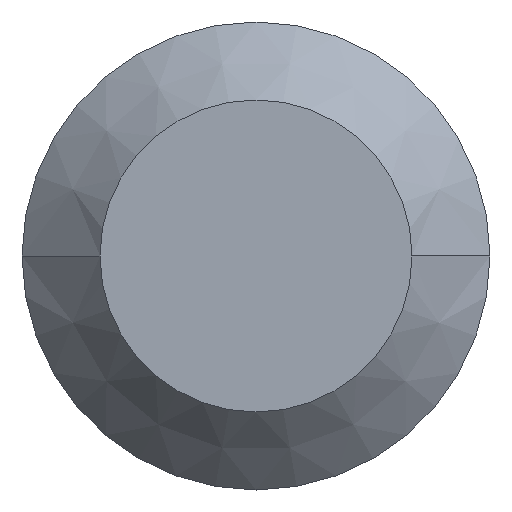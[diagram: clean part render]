
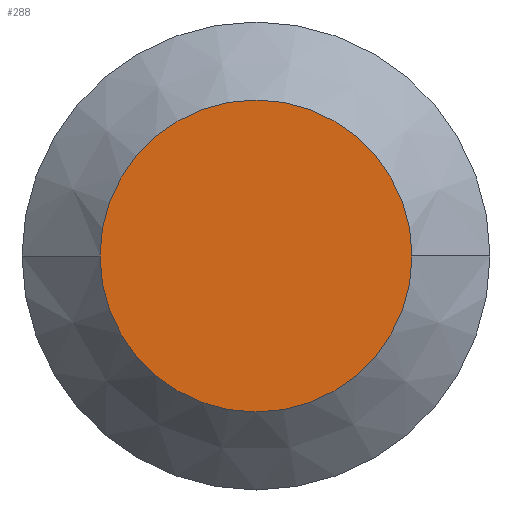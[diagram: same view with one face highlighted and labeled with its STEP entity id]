
A CAD part, left-side view. The second image highlights one B-rep face of the part: STEP entity #288.
In plain terms, the highlighted planar face has unit normal (-1, 0, 0).
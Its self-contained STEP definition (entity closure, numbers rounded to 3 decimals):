
#1 = EDGE_CURVE ( 'NONE', #318, #58, #175, .T. ) ;
#28 = AXIS2_PLACEMENT_3D ( 'NONE', #270, #96, #299 ) ;
#30 = ORIENTED_EDGE ( 'NONE', *, *, #1, .F. ) ;
#51 = DIRECTION ( 'NONE',  ( -1., 0., 0. ) ) ;
#58 = VERTEX_POINT ( 'NONE', #326 ) ;
#74 = EDGE_CURVE ( 'NONE', #58, #318, #159, .T. ) ;
#95 = DIRECTION ( 'NONE',  ( 0., 1., 0. ) ) ;
#96 = DIRECTION ( 'NONE',  ( 1., 0., 0. ) ) ;
#111 = FACE_OUTER_BOUND ( 'NONE', #234, .T. ) ;
#154 = DIRECTION ( 'NONE',  ( 1., 0., 0. ) ) ;
#159 = CIRCLE ( 'NONE', #28, 1. ) ;
#165 = CARTESIAN_POINT ( 'NONE',  ( -29., 0., 0. ) ) ;
#175 = CIRCLE ( 'NONE', #268, 1. ) ;
#179 = CARTESIAN_POINT ( 'NONE',  ( -29., 0., 0. ) ) ;
#227 = CARTESIAN_POINT ( 'NONE',  ( -29., 1., 0. ) ) ;
#234 = EDGE_LOOP ( 'NONE', ( #30, #283 ) ) ;
#256 = DIRECTION ( 'NONE',  ( 0., -1., 0. ) ) ;
#268 = AXIS2_PLACEMENT_3D ( 'NONE', #179, #154, #95 ) ;
#270 = CARTESIAN_POINT ( 'NONE',  ( -29., 0., 0. ) ) ;
#279 = PLANE ( 'NONE',  #305 ) ;
#283 = ORIENTED_EDGE ( 'NONE', *, *, #74, .F. ) ;
#288 = ADVANCED_FACE ( 'NONE', ( #111 ), #279, .T. ) ;
#299 = DIRECTION ( 'NONE',  ( 0., 1., 0. ) ) ;
#305 = AXIS2_PLACEMENT_3D ( 'NONE', #165, #51, #256 ) ;
#318 = VERTEX_POINT ( 'NONE', #227 ) ;
#326 = CARTESIAN_POINT ( 'NONE',  ( -29., -1., 0. ) ) ;
